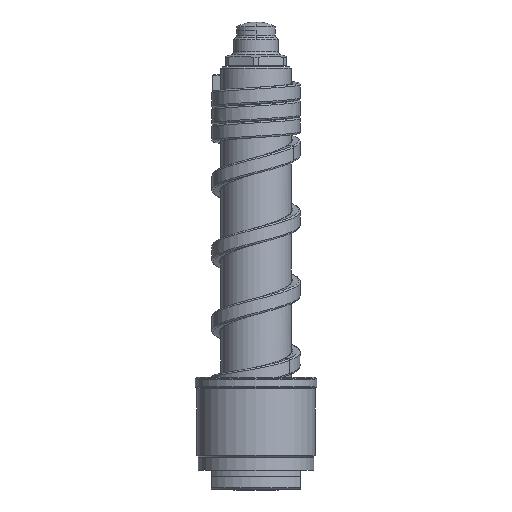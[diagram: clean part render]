
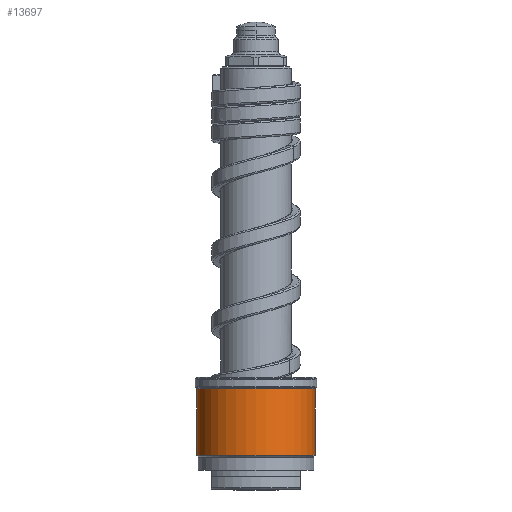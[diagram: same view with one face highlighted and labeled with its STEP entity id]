
A CAD part, front view. The second image highlights one B-rep face of the part: STEP entity #13697.
In plain terms, the highlighted cylindrical face has radius 18.5 mm (diameter 37 mm), a partial arc.
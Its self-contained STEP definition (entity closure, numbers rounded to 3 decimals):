
#4470=CARTESIAN_POINT('',(0.,0.,10.583));
#4471=DIRECTION('',(0.,0.,1.));
#4472=DIRECTION('',(-1.,0.,0.));
#4473=AXIS2_PLACEMENT_3D('',#4470,#4471,#4472);
#4475=DIRECTION('',(0.,0.,-1.));
#4476=VECTOR('',#4475,20.834);
#4477=CARTESIAN_POINT('',(-18.5,0.,31.417));
#4478=LINE('',#4477,#4476);
#4479=CARTESIAN_POINT('',(0.,0.,31.417));
#4480=DIRECTION('',(0.,0.,1.));
#4481=DIRECTION('',(-1.,0.,0.));
#4482=AXIS2_PLACEMENT_3D('',#4479,#4480,#4481);
#4484=DIRECTION('',(0.,0.,-1.));
#4485=VECTOR('',#4484,20.834);
#4486=CARTESIAN_POINT('',(18.5,0.,31.417));
#4487=LINE('',#4486,#4485);
#7362=CARTESIAN_POINT('',(18.5,0.,31.417));
#7363=CARTESIAN_POINT('',(-18.5,0.,31.417));
#7364=VERTEX_POINT('',#7362);
#7365=VERTEX_POINT('',#7363);
#7388=CARTESIAN_POINT('',(18.5,0.,10.583));
#7389=VERTEX_POINT('',#7388);
#7390=CARTESIAN_POINT('',(-18.5,0.,10.583));
#7391=VERTEX_POINT('',#7390);
#13685=CARTESIAN_POINT('',(0.,0.,8.75));
#13686=DIRECTION('',(0.,0.,1.));
#13687=DIRECTION('',(-1.,0.,0.));
#13688=AXIS2_PLACEMENT_3D('',#13685,#13686,#13687);
#13689=CYLINDRICAL_SURFACE('',#13688,18.5);
#13690=ORIENTED_EDGE('',*,*,#11292,.F.);
#13691=ORIENTED_EDGE('',*,*,#11273,.F.);
#13693=ORIENTED_EDGE('',*,*,#13692,.T.);
#13694=ORIENTED_EDGE('',*,*,#11269,.T.);
#13695=EDGE_LOOP('',(#13690,#13691,#13693,#13694));
#13696=FACE_OUTER_BOUND('',#13695,.F.);
#4474=CIRCLE('',#4473,18.5);
#4483=CIRCLE('',#4482,18.5);
#11269=EDGE_CURVE('',#7364,#7389,#4487,.T.);
#11273=EDGE_CURVE('',#7365,#7391,#4478,.T.);
#11292=EDGE_CURVE('',#7391,#7389,#4474,.T.);
#13692=EDGE_CURVE('',#7365,#7364,#4483,.T.);
#13697=ADVANCED_FACE('',(#13696),#13689,.T.);
